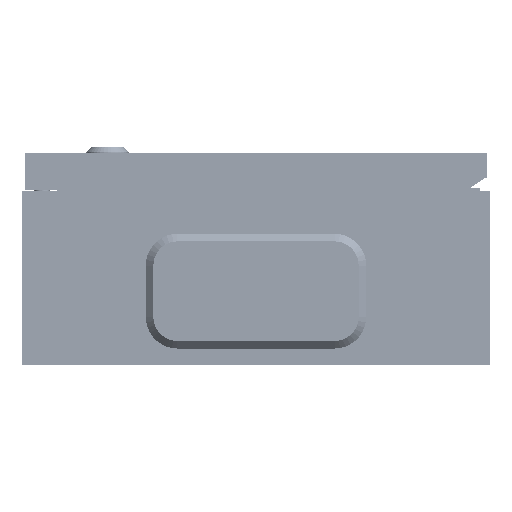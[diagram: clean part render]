
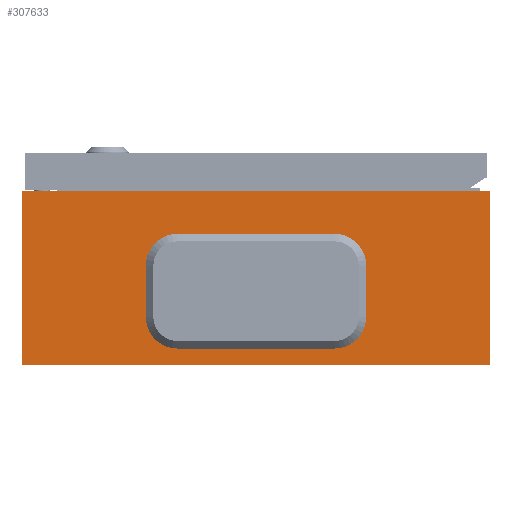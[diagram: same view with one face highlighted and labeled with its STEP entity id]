
A CAD part, front view. The second image highlights one B-rep face of the part: STEP entity #307633.
In plain terms, the highlighted planar face has unit normal (0, -1, 0).
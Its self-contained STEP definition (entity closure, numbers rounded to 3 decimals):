
#8011 = PLANE ( 'NONE',  #603626 ) ;
#9811 = DIRECTION ( 'NONE',  ( -1., 0., 0. ) ) ;
#22674 = CARTESIAN_POINT ( 'NONE',  ( 37.154, -482.209, 305.431 ) ) ;
#25660 = DIRECTION ( 'NONE',  ( 0., 0., -1. ) ) ;
#31827 = EDGE_LOOP ( 'NONE', ( #290969, #315020, #155368, #548462, #85188, #58820, #440912, #189234 ) ) ;
#39239 = CARTESIAN_POINT ( 'NONE',  ( -4987.346, -482.209, 388.431 ) ) ;
#40649 = ORIENTED_EDGE ( 'NONE', *, *, #95188, .T. ) ;
#42760 = CARTESIAN_POINT ( 'NONE',  ( -83.846, -482.209, 305.431 ) ) ;
#57001 = CARTESIAN_POINT ( 'NONE',  ( 19.154, -482.209, 287.431 ) ) ;
#57284 = AXIS2_PLACEMENT_3D ( 'NONE', #583744, #200421, #95420 ) ;
#58820 = ORIENTED_EDGE ( 'NONE', *, *, #317082, .F. ) ;
#60593 = CARTESIAN_POINT ( 'NONE',  ( 19.154, -482.209, 305.431 ) ) ;
#60895 = CARTESIAN_POINT ( 'NONE',  ( -83.846, -482.209, 356.931 ) ) ;
#64083 = LINE ( 'NONE', #60895, #298055 ) ;
#66929 = DIRECTION ( 'NONE',  ( 1., 0., 0. ) ) ;
#69946 = CARTESIAN_POINT ( 'NONE',  ( -83.846, -482.209, 338.931 ) ) ;
#73594 = VECTOR ( 'NONE', #172852, 1000. ) ;
#85188 = ORIENTED_EDGE ( 'NONE', *, *, #493223, .F. ) ;
#87732 = EDGE_CURVE ( 'NONE', #228064, #548378, #274686, .T. ) ;
#93210 = VECTOR ( 'NONE', #518177, 1000. ) ;
#95188 = EDGE_CURVE ( 'NONE', #335985, #191769, #605548, .T. ) ;
#95420 = DIRECTION ( 'NONE',  ( 1., 0., 0. ) ) ;
#113377 = FACE_OUTER_BOUND ( 'NONE', #219590, .T. ) ;
#118732 = LINE ( 'NONE', #172810, #373055 ) ;
#121851 = DIRECTION ( 'NONE',  ( 1., 0., 0. ) ) ;
#125040 = CARTESIAN_POINT ( 'NONE',  ( 122.654, -482.209, 273.431 ) ) ;
#148918 = VECTOR ( 'NONE', #470922, 1000. ) ;
#155368 = ORIENTED_EDGE ( 'NONE', *, *, #498700, .F. ) ;
#165696 = DIRECTION ( 'NONE',  ( 0., -1., 0. ) ) ;
#168666 = EDGE_CURVE ( 'NONE', #272296, #335985, #419191, .T. ) ;
#172810 = CARTESIAN_POINT ( 'NONE',  ( -83.846, -482.209, 287.431 ) ) ;
#172852 = DIRECTION ( 'NONE',  ( 0., 0., -1. ) ) ;
#175439 = EDGE_CURVE ( 'NONE', #254048, #181016, #608191, .T. ) ;
#181016 = VERTEX_POINT ( 'NONE', #287141 ) ;
#184655 = VERTEX_POINT ( 'NONE', #266194 ) ;
#187475 = CARTESIAN_POINT ( 'NONE',  ( -187.346, -482.209, 388.431 ) ) ;
#189234 = ORIENTED_EDGE ( 'NONE', *, *, #221234, .F. ) ;
#189923 = CARTESIAN_POINT ( 'NONE',  ( -32.346, -482.209, 273.431 ) ) ;
#191769 = VERTEX_POINT ( 'NONE', #225902 ) ;
#192217 = VECTOR ( 'NONE', #205099, 1000. ) ;
#200421 = DIRECTION ( 'NONE',  ( 0., -1., 0. ) ) ;
#205099 = DIRECTION ( 'NONE',  ( 0., 0., -1. ) ) ;
#219590 = EDGE_LOOP ( 'NONE', ( #293955, #40649, #542398, #465713 ) ) ;
#221234 = EDGE_CURVE ( 'NONE', #520318, #254048, #335697, .T. ) ;
#222409 = CARTESIAN_POINT ( 'NONE',  ( -187.346, -482.209, 273.431 ) ) ;
#225902 = CARTESIAN_POINT ( 'NONE',  ( -187.346, -482.209, 273.431 ) ) ;
#228064 = VERTEX_POINT ( 'NONE', #356771 ) ;
#228466 = LINE ( 'NONE', #189923, #148918 ) ;
#253174 = CARTESIAN_POINT ( 'NONE',  ( -83.846, -482.209, 356.931 ) ) ;
#254048 = VERTEX_POINT ( 'NONE', #539048 ) ;
#254968 = AXIS2_PLACEMENT_3D ( 'NONE', #60593, #258536, #66929 ) ;
#255453 = VERTEX_POINT ( 'NONE', #253174 ) ;
#258536 = DIRECTION ( 'NONE',  ( 0., -1., 0. ) ) ;
#264665 = DIRECTION ( 'NONE',  ( -1., 0., 0. ) ) ;
#266194 = CARTESIAN_POINT ( 'NONE',  ( 122.654, -482.209, 273.431 ) ) ;
#272296 = VERTEX_POINT ( 'NONE', #529356 ) ;
#274686 = LINE ( 'NONE', #424597, #485568 ) ;
#287141 = CARTESIAN_POINT ( 'NONE',  ( 19.154, -482.209, 356.931 ) ) ;
#290969 = ORIENTED_EDGE ( 'NONE', *, *, #329633, .F. ) ;
#293955 = ORIENTED_EDGE ( 'NONE', *, *, #168666, .T. ) ;
#298055 = VECTOR ( 'NONE', #9811, 1000. ) ;
#307633 = ADVANCED_FACE ( 'NONE', ( #113377, #445391 ), #8011, .T. ) ;
#315020 = ORIENTED_EDGE ( 'NONE', *, *, #372648, .F. ) ;
#317082 = EDGE_CURVE ( 'NONE', #181016, #255453, #64083, .T. ) ;
#329633 = EDGE_CURVE ( 'NONE', #590284, #520318, #498266, .T. ) ;
#332902 = VECTOR ( 'NONE', #626249, 1000. ) ;
#335697 = LINE ( 'NONE', #530428, #332902 ) ;
#335985 = VERTEX_POINT ( 'NONE', #187475 ) ;
#356771 = CARTESIAN_POINT ( 'NONE',  ( -101.846, -482.209, 338.931 ) ) ;
#368631 = CARTESIAN_POINT ( 'NONE',  ( -4987.346, -482.209, 386.631 ) ) ;
#372648 = EDGE_CURVE ( 'NONE', #591017, #590284, #118732, .T. ) ;
#373055 = VECTOR ( 'NONE', #121851, 1000. ) ;
#374294 = CIRCLE ( 'NONE', #404590, 18. ) ;
#404590 = AXIS2_PLACEMENT_3D ( 'NONE', #42760, #473727, #429010 ) ;
#413162 = DIRECTION ( 'NONE',  ( 0., -1., 0. ) ) ;
#419191 = LINE ( 'NONE', #39239, #93210 ) ;
#421783 = LINE ( 'NONE', #125040, #73594 ) ;
#424597 = CARTESIAN_POINT ( 'NONE',  ( -101.846, -482.209, 338.931 ) ) ;
#429010 = DIRECTION ( 'NONE',  ( 1., 0., 0. ) ) ;
#440912 = ORIENTED_EDGE ( 'NONE', *, *, #175439, .F. ) ;
#445391 = FACE_BOUND ( 'NONE', #31827, .T. ) ;
#465713 = ORIENTED_EDGE ( 'NONE', *, *, #538079, .F. ) ;
#470922 = DIRECTION ( 'NONE',  ( 1., 0., 0. ) ) ;
#473727 = DIRECTION ( 'NONE',  ( 0., -1., 0. ) ) ;
#485568 = VECTOR ( 'NONE', #25660, 1000. ) ;
#493223 = EDGE_CURVE ( 'NONE', #255453, #228064, #539007, .T. ) ;
#498266 = CIRCLE ( 'NONE', #254968, 18. ) ;
#498700 = EDGE_CURVE ( 'NONE', #548378, #591017, #374294, .T. ) ;
#508969 = AXIS2_PLACEMENT_3D ( 'NONE', #69946, #165696, #264665 ) ;
#509002 = DIRECTION ( 'NONE',  ( 0., 0., -1. ) ) ;
#518177 = DIRECTION ( 'NONE',  ( -1., 0., 0. ) ) ;
#520318 = VERTEX_POINT ( 'NONE', #22674 ) ;
#529356 = CARTESIAN_POINT ( 'NONE',  ( 122.654, -482.209, 388.431 ) ) ;
#530428 = CARTESIAN_POINT ( 'NONE',  ( 37.154, -482.209, 338.931 ) ) ;
#538079 = EDGE_CURVE ( 'NONE', #272296, #184655, #421783, .T. ) ;
#539007 = CIRCLE ( 'NONE', #508969, 18. ) ;
#539048 = CARTESIAN_POINT ( 'NONE',  ( 37.154, -482.209, 338.931 ) ) ;
#542398 = ORIENTED_EDGE ( 'NONE', *, *, #579887, .T. ) ;
#548378 = VERTEX_POINT ( 'NONE', #583602 ) ;
#548462 = ORIENTED_EDGE ( 'NONE', *, *, #87732, .F. ) ;
#579887 = EDGE_CURVE ( 'NONE', #191769, #184655, #228466, .T. ) ;
#583602 = CARTESIAN_POINT ( 'NONE',  ( -101.846, -482.209, 305.431 ) ) ;
#583744 = CARTESIAN_POINT ( 'NONE',  ( 19.154, -482.209, 338.931 ) ) ;
#590284 = VERTEX_POINT ( 'NONE', #57001 ) ;
#591017 = VERTEX_POINT ( 'NONE', #626420 ) ;
#603626 = AXIS2_PLACEMENT_3D ( 'NONE', #368631, #413162, #509002 ) ;
#605548 = LINE ( 'NONE', #222409, #192217 ) ;
#608191 = CIRCLE ( 'NONE', #57284, 18. ) ;
#626249 = DIRECTION ( 'NONE',  ( 0., 0., 1. ) ) ;
#626420 = CARTESIAN_POINT ( 'NONE',  ( -83.846, -482.209, 287.431 ) ) ;
